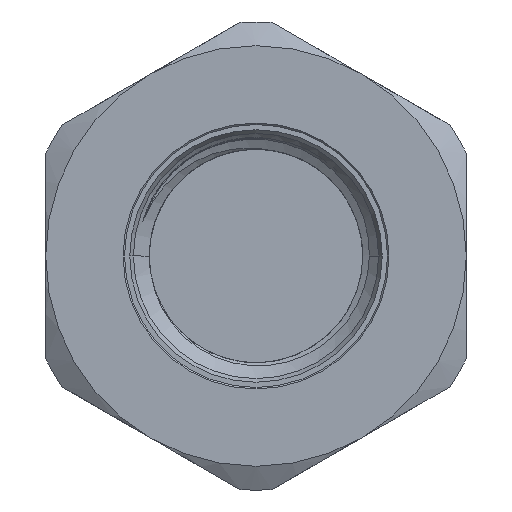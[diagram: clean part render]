
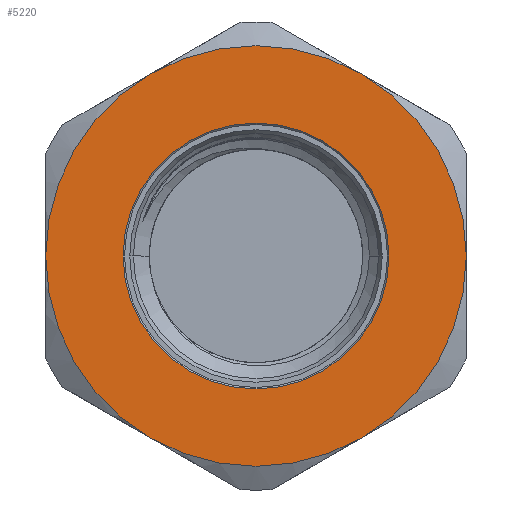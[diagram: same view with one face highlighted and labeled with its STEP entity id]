
A CAD part, left-side view. The second image highlights one B-rep face of the part: STEP entity #5220.
In plain terms, the highlighted planar face has unit normal (-1, 0, 0).
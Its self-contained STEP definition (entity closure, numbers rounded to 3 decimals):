
#1000 = CARTESIAN_POINT ( 'NONE',  ( -69.8, 0., 0. ) ) ;
#1003 = PLANE ( 'NONE',  #1313 ) ;
#1005 = DIRECTION ( 'NONE',  ( 1., 0., 0. ) ) ;
#1006 = DIRECTION ( 'NONE',  ( 0., -1., 0. ) ) ;
#1313 = AXIS2_PLACEMENT_3D ( 'NONE', #1000, #1005, #1006 ) ;
#1517 = AXIS2_PLACEMENT_3D ( 'NONE', #8165, #8166, #8167 ) ;
#1518 = AXIS2_PLACEMENT_3D ( 'NONE', #8168, #8169, #8170 ) ;
#1519 = AXIS2_PLACEMENT_3D ( 'NONE', #8171, #8172, #8173 ) ;
#1520 = AXIS2_PLACEMENT_3D ( 'NONE', #8174, #8175, #8176 ) ;
#1521 = AXIS2_PLACEMENT_3D ( 'NONE', #8177, #8178, #8179 ) ;
#1522 = AXIS2_PLACEMENT_3D ( 'NONE', #8182, #8183, #8184 ) ;
#1523 = AXIS2_PLACEMENT_3D ( 'NONE', #8186, #8187, #8188 ) ;
#1627 = AXIS2_PLACEMENT_3D ( 'NONE', #9181, #9182, #9183 ) ;
#3857 = ORIENTED_EDGE ( 'NONE', *, *, #9900, .T. ) ;
#3859 = ORIENTED_EDGE ( 'NONE', *, *, #6753, .T. ) ;
#3861 = ORIENTED_EDGE ( 'NONE', *, *, #6754, .T. ) ;
#3863 = ORIENTED_EDGE ( 'NONE', *, *, #6755, .T. ) ;
#3865 = ORIENTED_EDGE ( 'NONE', *, *, #6756, .T. ) ;
#3867 = ORIENTED_EDGE ( 'NONE', *, *, #6757, .T. ) ;
#3869 = ORIENTED_EDGE ( 'NONE', *, *, #6758, .T. ) ;
#3871 = ORIENTED_EDGE ( 'NONE', *, *, #6759, .T. ) ;
#4409 = VERTEX_POINT ( 'NONE', #7038 ) ;
#4410 = VERTEX_POINT ( 'NONE', #7039 ) ;
#4647 = VERTEX_POINT ( 'NONE', #7269 ) ;
#4649 = VERTEX_POINT ( 'NONE', #7271 ) ;
#4651 = VERTEX_POINT ( 'NONE', #7273 ) ;
#4652 = VERTEX_POINT ( 'NONE', #7274 ) ;
#4653 = VERTEX_POINT ( 'NONE', #7275 ) ;
#4654 = VERTEX_POINT ( 'NONE', #7276 ) ;
#4784 = EDGE_LOOP ( 'NONE', ( #3861, #3863, #3865, #3867, #3869, #3871 ) ) ;
#4792 = EDGE_LOOP ( 'NONE', ( #3857, #3859 ) ) ;
#5220 = ADVANCED_FACE ( 'NONE', ( #5560, #5565 ), #1003, .F. ) ;
#5560 = FACE_BOUND ( 'NONE', #4792, .T. ) ;
#5565 = FACE_OUTER_BOUND ( 'NONE', #4784, .T. ) ;
#6068 = CIRCLE ( 'NONE', #1518, 14.285 ) ;
#6069 = CIRCLE ( 'NONE', #1517, 9.03 ) ;
#6070 = CIRCLE ( 'NONE', #1519, 14.285 ) ;
#6072 = CIRCLE ( 'NONE', #1520, 14.285 ) ;
#6073 = CIRCLE ( 'NONE', #1521, 14.285 ) ;
#6074 = CIRCLE ( 'NONE', #1522, 14.285 ) ;
#6075 = CIRCLE ( 'NONE', #1523, 14.285 ) ;
#6252 = CIRCLE ( 'NONE', #1627, 9.03 ) ;
#6753 = EDGE_CURVE ( 'NONE', #4410, #4409, #6069, .T. ) ;
#6754 = EDGE_CURVE ( 'NONE', #4649, #4647, #6068, .T. ) ;
#6755 = EDGE_CURVE ( 'NONE', #4647, #4651, #6070, .T. ) ;
#6756 = EDGE_CURVE ( 'NONE', #4651, #4652, #6072, .T. ) ;
#6757 = EDGE_CURVE ( 'NONE', #4652, #4653, #6073, .T. ) ;
#6758 = EDGE_CURVE ( 'NONE', #4653, #4654, #6074, .T. ) ;
#6759 = EDGE_CURVE ( 'NONE', #4654, #4649, #6075, .T. ) ;
#7038 = CARTESIAN_POINT ( 'NONE',  ( -69.8, 9.03, 0. ) ) ;
#7039 = CARTESIAN_POINT ( 'NONE',  ( -69.8, -9.03, 0. ) ) ;
#7269 = CARTESIAN_POINT ( 'NONE',  ( -69.8, -14.285, 0. ) ) ;
#7271 = CARTESIAN_POINT ( 'NONE',  ( -69.8, -7.143, -12.371 ) ) ;
#7273 = CARTESIAN_POINT ( 'NONE',  ( -69.8, -7.142, 12.371 ) ) ;
#7274 = CARTESIAN_POINT ( 'NONE',  ( -69.8, 7.143, 12.371 ) ) ;
#7275 = CARTESIAN_POINT ( 'NONE',  ( -69.8, 14.285, 0. ) ) ;
#7276 = CARTESIAN_POINT ( 'NONE',  ( -69.8, 7.143, -12.371 ) ) ;
#8165 = CARTESIAN_POINT ( 'NONE',  ( -69.8, 0., 0. ) ) ;
#8166 = DIRECTION ( 'NONE',  ( 1., 0., 0. ) ) ;
#8167 = DIRECTION ( 'NONE',  ( 0., -1., 0. ) ) ;
#8168 = CARTESIAN_POINT ( 'NONE',  ( -69.8, 0., 0. ) ) ;
#8169 = DIRECTION ( 'NONE',  ( -1., 0., 0. ) ) ;
#8170 = DIRECTION ( 'NONE',  ( 0., 1., 0. ) ) ;
#8171 = CARTESIAN_POINT ( 'NONE',  ( -69.8, 0., 0. ) ) ;
#8172 = DIRECTION ( 'NONE',  ( -1., 0., 0. ) ) ;
#8173 = DIRECTION ( 'NONE',  ( 0., 1., 0. ) ) ;
#8174 = CARTESIAN_POINT ( 'NONE',  ( -69.8, 0., 0. ) ) ;
#8175 = DIRECTION ( 'NONE',  ( -1., 0., 0. ) ) ;
#8176 = DIRECTION ( 'NONE',  ( 0., 1., 0. ) ) ;
#8177 = CARTESIAN_POINT ( 'NONE',  ( -69.8, 0., 0. ) ) ;
#8178 = DIRECTION ( 'NONE',  ( -1., 0., 0. ) ) ;
#8179 = DIRECTION ( 'NONE',  ( 0., 1., 0. ) ) ;
#8182 = CARTESIAN_POINT ( 'NONE',  ( -69.8, 0., 0. ) ) ;
#8183 = DIRECTION ( 'NONE',  ( -1., 0., 0. ) ) ;
#8184 = DIRECTION ( 'NONE',  ( 0., 1., 0. ) ) ;
#8186 = CARTESIAN_POINT ( 'NONE',  ( -69.8, 0., 0. ) ) ;
#8187 = DIRECTION ( 'NONE',  ( -1., 0., 0. ) ) ;
#8188 = DIRECTION ( 'NONE',  ( 0., 1., 0. ) ) ;
#9181 = CARTESIAN_POINT ( 'NONE',  ( -69.8, 0., 0. ) ) ;
#9182 = DIRECTION ( 'NONE',  ( 1., 0., 0. ) ) ;
#9183 = DIRECTION ( 'NONE',  ( 0., -1., 0. ) ) ;
#9900 = EDGE_CURVE ( 'NONE', #4409, #4410, #6252, .T. ) ;
